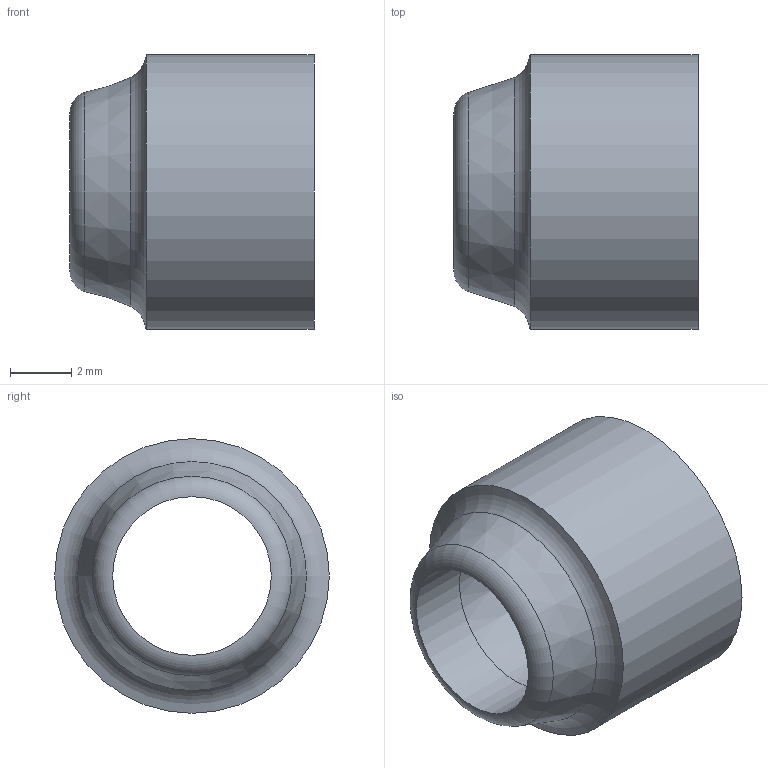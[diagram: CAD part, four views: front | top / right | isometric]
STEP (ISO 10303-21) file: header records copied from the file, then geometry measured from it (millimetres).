
FILE_DESCRIPTION(/* description */ (''),/* implementation_level */ '2;1');
FILE_NAME(/* name */ 'CBI-ST-5.2-8.stp',/* time_stamp */ '2018-09-25T15:50:08+01:00',/* author */ ('paul'),/* organization */ (''),/* preprocessor_version */ 'ST-DEVELOPER v17.2',/* originating_system */ 'Autodesk Inventor 2019',/* authorisation */ '');
FILE_SCHEMA (('AUTOMOTIVE_DESIGN { 1 0 10303 214 3 1 1 }'));
Length unit declared in the file: millimetre
Products named in the file (1): CBI-ST-5.2-8
Bounding box: 8 x 9 x 9 mm (x, y, z)
Volume: 239.6 mm3; surface area: 399.9 mm2
Topology: 1 solids, 1 shells, 9 faces, 32 edges, 24 vertices
Faces by surface type: cylinder 3, cone 2, torus 2, bspline 1, plane 1
Full cylindrical faces by diameter (mm): 5.2 x1, 7.5 x1, 9 x1
Entity records: 444 total; most frequent: CARTESIAN_POINT 92, DIRECTION 77, ORIENTED_EDGE 64, AXIS2_PLACEMENT_3D 36, EDGE_CURVE 32, CIRCLE 27, VERTEX_POINT 24, EDGE_LOOP 10
